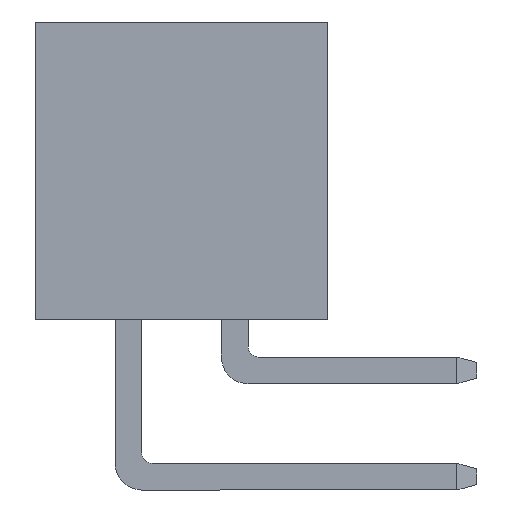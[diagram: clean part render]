
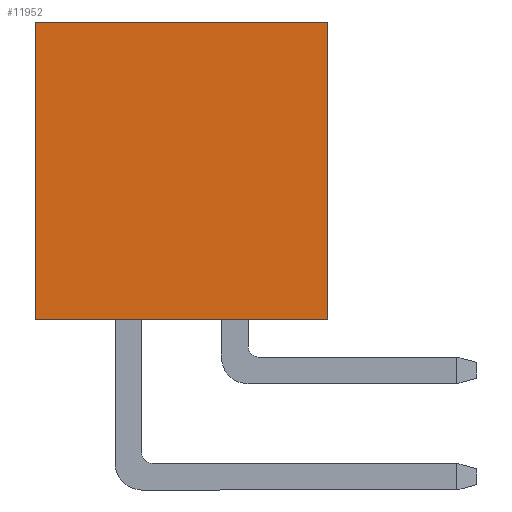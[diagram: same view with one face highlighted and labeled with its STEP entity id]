
A CAD part, left-side view. The second image highlights one B-rep face of the part: STEP entity #11952.
In plain terms, the highlighted planar face has unit normal (-1, 0, 0).
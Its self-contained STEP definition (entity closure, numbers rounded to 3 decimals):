
#781 = CARTESIAN_POINT ( 'NONE',  ( -18.67, 2.75, 5.6 ) ) ;
#1265 = VECTOR ( 'NONE', #6604, 1000. ) ;
#1266 = CARTESIAN_POINT ( 'NONE',  ( -18.67, -2.75, 0. ) ) ;
#1272 = CARTESIAN_POINT ( 'NONE',  ( -18.67, -2.75, 5.6 ) ) ;
#2592 = DIRECTION ( 'NONE',  ( 0., 0., -1. ) ) ;
#2769 = DIRECTION ( 'NONE',  ( 0., -1., 0. ) ) ;
#3036 = VERTEX_POINT ( 'NONE', #20188 ) ;
#3604 = EDGE_CURVE ( 'NONE', #17051, #8770, #19992, .T. ) ;
#4311 = EDGE_CURVE ( 'NONE', #8770, #18632, #8502, .T. ) ;
#4778 = VECTOR ( 'NONE', #12289, 1000. ) ;
#5166 = ORIENTED_EDGE ( 'NONE', *, *, #18960, .F. ) ;
#5337 = FACE_OUTER_BOUND ( 'NONE', #5524, .T. ) ;
#5524 = EDGE_LOOP ( 'NONE', ( #15257, #5166, #11072, #17482 ) ) ;
#6604 = DIRECTION ( 'NONE',  ( 0., -1., 0. ) ) ;
#6830 = EDGE_CURVE ( 'NONE', #17051, #3036, #7557, .T. ) ;
#6832 = CARTESIAN_POINT ( 'NONE',  ( -18.67, -2.75, 5.6 ) ) ;
#7183 = CARTESIAN_POINT ( 'NONE',  ( -18.67, 2.75, 0. ) ) ;
#7217 = CARTESIAN_POINT ( 'NONE',  ( -18.67, -2.75, 5.6 ) ) ;
#7557 = LINE ( 'NONE', #1272, #11423 ) ;
#8205 = DIRECTION ( 'NONE',  ( 1., 0., 0. ) ) ;
#8502 = LINE ( 'NONE', #18032, #1265 ) ;
#8519 = DIRECTION ( 'NONE',  ( 0., 0., -1. ) ) ;
#8757 = VECTOR ( 'NONE', #2592, 1000. ) ;
#8770 = VERTEX_POINT ( 'NONE', #7183 ) ;
#11072 = ORIENTED_EDGE ( 'NONE', *, *, #6830, .F. ) ;
#11423 = VECTOR ( 'NONE', #2769, 1000. ) ;
#11952 = ADVANCED_FACE ( 'NONE', ( #5337 ), #18259, .F. ) ;
#12148 = CARTESIAN_POINT ( 'NONE',  ( -18.67, 2.75, 5.6 ) ) ;
#12289 = DIRECTION ( 'NONE',  ( 0., 0., -1. ) ) ;
#15257 = ORIENTED_EDGE ( 'NONE', *, *, #4311, .T. ) ;
#16722 = AXIS2_PLACEMENT_3D ( 'NONE', #6832, #8205, #8519 ) ;
#17051 = VERTEX_POINT ( 'NONE', #781 ) ;
#17151 = LINE ( 'NONE', #7217, #4778 ) ;
#17482 = ORIENTED_EDGE ( 'NONE', *, *, #3604, .T. ) ;
#18032 = CARTESIAN_POINT ( 'NONE',  ( -18.67, -2.75, 0. ) ) ;
#18259 = PLANE ( 'NONE',  #16722 ) ;
#18632 = VERTEX_POINT ( 'NONE', #1266 ) ;
#18960 = EDGE_CURVE ( 'NONE', #3036, #18632, #17151, .T. ) ;
#19992 = LINE ( 'NONE', #12148, #8757 ) ;
#20188 = CARTESIAN_POINT ( 'NONE',  ( -18.67, -2.75, 5.6 ) ) ;
